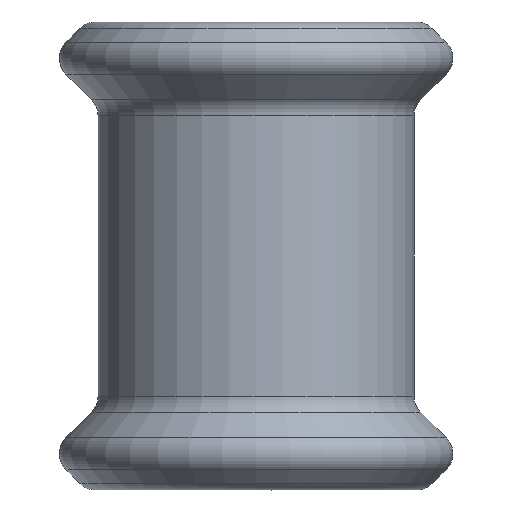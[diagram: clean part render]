
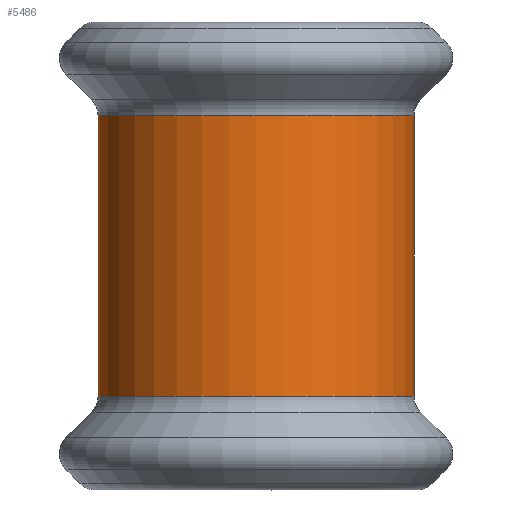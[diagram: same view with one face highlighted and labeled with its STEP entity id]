
A CAD part, front view. The second image highlights one B-rep face of the part: STEP entity #5486.
In plain terms, the highlighted cylindrical face has radius 5.359 mm (diameter 10.719 mm), a partial arc.
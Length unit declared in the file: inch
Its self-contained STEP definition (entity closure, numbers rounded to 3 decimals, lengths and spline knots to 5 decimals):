
#25 = DIRECTION ( 'NONE',  ( 1., 0., 0. ) ) ;
#160 = EDGE_CURVE ( 'NONE', #4848, #2854, #5451, .T. ) ;
#353 = ORIENTED_EDGE ( 'NONE', *, *, #4469, .T. ) ;
#432 = CARTESIAN_POINT ( 'NONE',  ( -0.055, -0.562, 0.18751 ) ) ;
#747 = ORIENTED_EDGE ( 'NONE', *, *, #849, .F. ) ;
#849 = EDGE_CURVE ( 'NONE', #4848, #2767, #4107, .T. ) ;
#1429 = VECTOR ( 'NONE', #5510, 39.37008 ) ;
#1438 = AXIS2_PLACEMENT_3D ( 'NONE', #5542, #2794, #25 ) ;
#1593 = CARTESIAN_POINT ( 'NONE',  ( 0.156, -0.562, 0. ) ) ;
#1762 = CARTESIAN_POINT ( 'NONE',  ( 0.156, -0.562, 0.18751 ) ) ;
#1763 = CARTESIAN_POINT ( 'NONE',  ( 0.367, -0.562, -0.18751 ) ) ;
#2220 = DIRECTION ( 'NONE',  ( 1., 0., 0. ) ) ;
#2521 = EDGE_CURVE ( 'NONE', #2767, #2785, #3806, .T. ) ;
#2767 = VERTEX_POINT ( 'NONE', #2938 ) ;
#2785 = VERTEX_POINT ( 'NONE', #4893 ) ;
#2791 = LINE ( 'NONE', #5055, #1429 ) ;
#2794 = DIRECTION ( 'NONE',  ( 0., 0., 1. ) ) ;
#2854 = VERTEX_POINT ( 'NONE', #1763 ) ;
#2938 = CARTESIAN_POINT ( 'NONE',  ( -0.055, -0.562, 0.18751 ) ) ;
#3154 = DIRECTION ( 'NONE',  ( 0., 0., 1. ) ) ;
#3408 = FACE_OUTER_BOUND ( 'NONE', #5053, .T. ) ;
#3806 = CIRCLE ( 'NONE', #4162, 0.211 ) ;
#3869 = CYLINDRICAL_SURFACE ( 'NONE', #5035, 0.211 ) ;
#3957 = VECTOR ( 'NONE', #3154, 39.37008 ) ;
#4107 = LINE ( 'NONE', #432, #3957 ) ;
#4162 = AXIS2_PLACEMENT_3D ( 'NONE', #1762, #4982, #2220 ) ;
#4305 = DIRECTION ( 'NONE',  ( 0., 0., 1. ) ) ;
#4469 = EDGE_CURVE ( 'NONE', #2854, #2785, #2791, .T. ) ;
#4805 = DIRECTION ( 'NONE',  ( 1., 0., 0. ) ) ;
#4848 = VERTEX_POINT ( 'NONE', #5924 ) ;
#4893 = CARTESIAN_POINT ( 'NONE',  ( 0.367, -0.562, 0.18751 ) ) ;
#4982 = DIRECTION ( 'NONE',  ( 0., 0., 1. ) ) ;
#5035 = AXIS2_PLACEMENT_3D ( 'NONE', #1593, #4305, #4805 ) ;
#5053 = EDGE_LOOP ( 'NONE', ( #5187, #353, #5584, #747 ) ) ;
#5055 = CARTESIAN_POINT ( 'NONE',  ( 0.367, -0.562, 0. ) ) ;
#5187 = ORIENTED_EDGE ( 'NONE', *, *, #160, .T. ) ;
#5451 = CIRCLE ( 'NONE', #1438, 0.211 ) ;
#5486 = ADVANCED_FACE ( 'NONE', ( #3408 ), #3869, .T. ) ;
#5510 = DIRECTION ( 'NONE',  ( 0., 0., 1. ) ) ;
#5542 = CARTESIAN_POINT ( 'NONE',  ( 0.156, -0.562, -0.18751 ) ) ;
#5584 = ORIENTED_EDGE ( 'NONE', *, *, #2521, .F. ) ;
#5924 = CARTESIAN_POINT ( 'NONE',  ( -0.055, -0.562, -0.18751 ) ) ;
